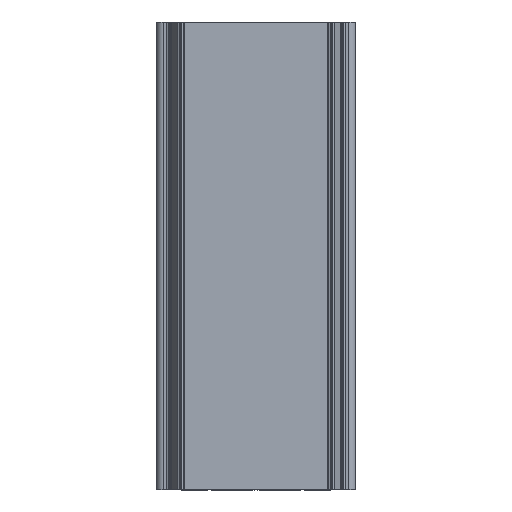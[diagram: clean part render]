
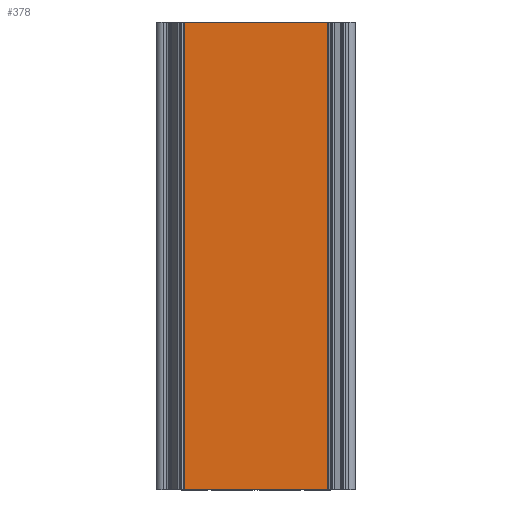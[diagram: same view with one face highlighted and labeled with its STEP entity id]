
A CAD part, top view. The second image highlights one B-rep face of the part: STEP entity #378.
In plain terms, the highlighted planar face has unit normal (0, 0, 1).
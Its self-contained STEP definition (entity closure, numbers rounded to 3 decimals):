
#378 = ADVANCED_FACE( '', ( #806 ), #807, .T. );
#806 = FACE_OUTER_BOUND( '', #1281, .T. );
#807 = PLANE( '', #1282 );
#1281 = EDGE_LOOP( '', ( #2395, #2396, #2397, #2398 ) );
#1282 = AXIS2_PLACEMENT_3D( '', #2399, #2400, #2401 );
#2395 = ORIENTED_EDGE( '', *, *, #3487, .F. );
#2396 = ORIENTED_EDGE( '', *, *, #3488, .F. );
#2397 = ORIENTED_EDGE( '', *, *, #3114, .T. );
#2398 = ORIENTED_EDGE( '', *, *, #3489, .T. );
#2399 = CARTESIAN_POINT( '', ( 16.033, 100., -36.425 ) );
#2400 = DIRECTION( '', ( 0., 0., 1. ) );
#2401 = DIRECTION( '', ( 1., 0., 0. ) );
#3114 = EDGE_CURVE( '', #3829, #3827, #3830, .T. );
#3487 = EDGE_CURVE( '', #4394, #4395, #4396, .T. );
#3488 = EDGE_CURVE( '', #3829, #4394, #4397, .T. );
#3489 = EDGE_CURVE( '', #3827, #4395, #4398, .T. );
#3827 = VERTEX_POINT( '', #4817 );
#3829 = VERTEX_POINT( '', #4819 );
#3830 = LINE( '', #4820, #4821 );
#4394 = VERTEX_POINT( '', #5580 );
#4395 = VERTEX_POINT( '', #5581 );
#4396 = LINE( '', #5582, #5583 );
#4397 = LINE( '', #5584, #5585 );
#4398 = LINE( '', #5586, #5587 );
#4817 = CARTESIAN_POINT( '', ( -16.033, 100., -36.425 ) );
#4819 = CARTESIAN_POINT( '', ( 16.033, 100., -36.425 ) );
#4820 = CARTESIAN_POINT( '', ( 16.033, 100., -36.425 ) );
#4821 = VECTOR( '', #5943, 1000. );
#5580 = CARTESIAN_POINT( '', ( 16.033, 0., -36.425 ) );
#5581 = CARTESIAN_POINT( '', ( -16.033, 0., -36.425 ) );
#5582 = CARTESIAN_POINT( '', ( 16.033, 0., -36.425 ) );
#5583 = VECTOR( '', #6415, 1000. );
#5584 = CARTESIAN_POINT( '', ( 16.033, 100., -36.425 ) );
#5585 = VECTOR( '', #6416, 1000. );
#5586 = CARTESIAN_POINT( '', ( -16.033, 100., -36.425 ) );
#5587 = VECTOR( '', #6417, 1000. );
#5943 = DIRECTION( '', ( -1., 0., 0. ) );
#6415 = DIRECTION( '', ( -1., 0., 0. ) );
#6416 = DIRECTION( '', ( 0., -1., 0. ) );
#6417 = DIRECTION( '', ( 0., -1., 0. ) );
